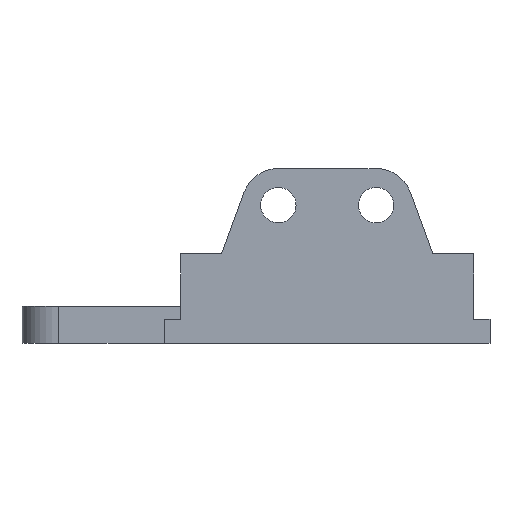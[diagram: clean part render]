
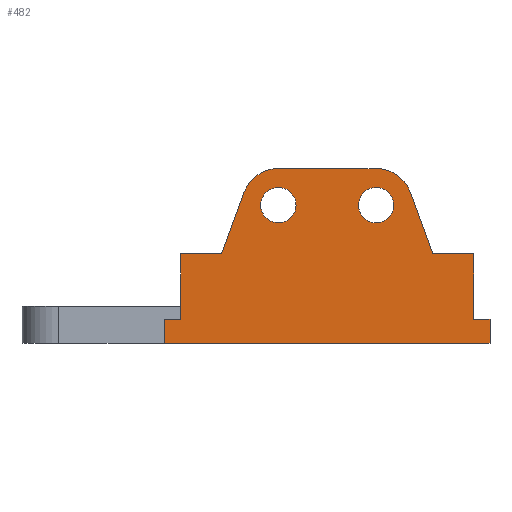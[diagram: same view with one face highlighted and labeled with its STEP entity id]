
A CAD part, front view. The second image highlights one B-rep face of the part: STEP entity #482.
In plain terms, the highlighted planar face has unit normal (0, -1, 0).
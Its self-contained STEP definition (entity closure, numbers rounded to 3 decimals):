
#163 = VERTEX_POINT('',#164);
#164 = CARTESIAN_POINT('',(-58.,-25.5,11.));
#200 = VERTEX_POINT('',#201);
#201 = CARTESIAN_POINT('',(-22.,-25.5,11.));
#207 = EDGE_CURVE('',#208,#200,#210,.T.);
#208 = VERTEX_POINT('',#209);
#209 = CARTESIAN_POINT('',(-27.027,-25.5,11.));
#210 = LINE('',#211,#212);
#211 = CARTESIAN_POINT('',(-58.,-25.5,11.));
#212 = VECTOR('',#213,1.);
#213 = DIRECTION('',(1.,0.,0.));
#232 = VERTEX_POINT('',#233);
#233 = CARTESIAN_POINT('',(-52.973,-25.5,11.));
#239 = EDGE_CURVE('',#163,#232,#240,.T.);
#240 = LINE('',#241,#242);
#241 = CARTESIAN_POINT('',(-58.,-25.5,11.));
#242 = VECTOR('',#243,1.);
#243 = DIRECTION('',(1.,0.,0.));
#256 = EDGE_CURVE('',#257,#163,#259,.T.);
#257 = VERTEX_POINT('',#258);
#258 = CARTESIAN_POINT('',(-58.,-25.5,3.));
#259 = LINE('',#260,#261);
#260 = CARTESIAN_POINT('',(-58.,-25.5,0.));
#261 = VECTOR('',#262,1.);
#262 = DIRECTION('',(0.,0.,1.));
#405 = VERTEX_POINT('',#406);
#406 = CARTESIAN_POINT('',(-60.,-25.5,0.));
#412 = EDGE_CURVE('',#413,#405,#415,.T.);
#413 = VERTEX_POINT('',#414);
#414 = CARTESIAN_POINT('',(-20.,-25.5,0.));
#415 = LINE('',#416,#417);
#416 = CARTESIAN_POINT('',(-20.,-25.5,0.));
#417 = VECTOR('',#418,1.);
#418 = DIRECTION('',(-1.,-0.,-0.));
#482 = ADVANCED_FACE('',(#483,#565,#576),#587,.T.);
#483 = FACE_BOUND('',#484,.F.);
#484 = EDGE_LOOP('',(#485,#493,#499,#500,#501,#509,#518,#526,#535,#541,
    #542,#550,#558,#564));
#485 = ORIENTED_EDGE('',*,*,#486,.T.);
#486 = EDGE_CURVE('',#405,#487,#489,.T.);
#487 = VERTEX_POINT('',#488);
#488 = CARTESIAN_POINT('',(-60.,-25.5,3.));
#489 = LINE('',#490,#491);
#490 = CARTESIAN_POINT('',(-60.,-25.5,0.));
#491 = VECTOR('',#492,1.);
#492 = DIRECTION('',(0.,0.,1.));
#493 = ORIENTED_EDGE('',*,*,#494,.T.);
#494 = EDGE_CURVE('',#487,#257,#495,.T.);
#495 = LINE('',#496,#497);
#496 = CARTESIAN_POINT('',(-60.,-25.5,3.));
#497 = VECTOR('',#498,1.);
#498 = DIRECTION('',(1.,0.,0.));
#499 = ORIENTED_EDGE('',*,*,#256,.T.);
#500 = ORIENTED_EDGE('',*,*,#239,.T.);
#501 = ORIENTED_EDGE('',*,*,#502,.F.);
#502 = EDGE_CURVE('',#503,#232,#505,.T.);
#503 = VERTEX_POINT('',#504);
#504 = CARTESIAN_POINT('',(-50.229,-25.5,18.539));
#505 = LINE('',#506,#507);
#506 = CARTESIAN_POINT('',(-50.229,-25.5,18.539));
#507 = VECTOR('',#508,1.);
#508 = DIRECTION('',(-0.342,0.,-0.94));
#509 = ORIENTED_EDGE('',*,*,#510,.T.);
#510 = EDGE_CURVE('',#503,#511,#513,.T.);
#511 = VERTEX_POINT('',#512);
#512 = CARTESIAN_POINT('',(-46.,-25.5,21.5));
#513 = CIRCLE('',#514,4.5);
#514 = AXIS2_PLACEMENT_3D('',#515,#516,#517);
#515 = CARTESIAN_POINT('',(-46.,-25.5,17.));
#516 = DIRECTION('',(0.,1.,-0.));
#517 = DIRECTION('',(-1.,0.,-0.));
#518 = ORIENTED_EDGE('',*,*,#519,.F.);
#519 = EDGE_CURVE('',#520,#511,#522,.T.);
#520 = VERTEX_POINT('',#521);
#521 = CARTESIAN_POINT('',(-34.,-25.5,21.5));
#522 = LINE('',#523,#524);
#523 = CARTESIAN_POINT('',(-34.,-25.5,21.5));
#524 = VECTOR('',#525,1.);
#525 = DIRECTION('',(-1.,0.,-0.));
#526 = ORIENTED_EDGE('',*,*,#527,.T.);
#527 = EDGE_CURVE('',#520,#528,#530,.T.);
#528 = VERTEX_POINT('',#529);
#529 = CARTESIAN_POINT('',(-29.771,-25.5,18.539));
#530 = CIRCLE('',#531,4.5);
#531 = AXIS2_PLACEMENT_3D('',#532,#533,#534);
#532 = CARTESIAN_POINT('',(-34.,-25.5,17.));
#533 = DIRECTION('',(0.,1.,-0.));
#534 = DIRECTION('',(-1.,0.,-0.));
#535 = ORIENTED_EDGE('',*,*,#536,.T.);
#536 = EDGE_CURVE('',#528,#208,#537,.T.);
#537 = LINE('',#538,#539);
#538 = CARTESIAN_POINT('',(-29.771,-25.5,18.539));
#539 = VECTOR('',#540,1.);
#540 = DIRECTION('',(0.342,0.,-0.94));
#541 = ORIENTED_EDGE('',*,*,#207,.T.);
#542 = ORIENTED_EDGE('',*,*,#543,.F.);
#543 = EDGE_CURVE('',#544,#200,#546,.T.);
#544 = VERTEX_POINT('',#545);
#545 = CARTESIAN_POINT('',(-22.,-25.5,3.));
#546 = LINE('',#547,#548);
#547 = CARTESIAN_POINT('',(-22.,-25.5,0.));
#548 = VECTOR('',#549,1.);
#549 = DIRECTION('',(0.,0.,1.));
#550 = ORIENTED_EDGE('',*,*,#551,.F.);
#551 = EDGE_CURVE('',#552,#544,#554,.T.);
#552 = VERTEX_POINT('',#553);
#553 = CARTESIAN_POINT('',(-20.,-25.5,3.));
#554 = LINE('',#555,#556);
#555 = CARTESIAN_POINT('',(-20.,-25.5,3.));
#556 = VECTOR('',#557,1.);
#557 = DIRECTION('',(-1.,0.,0.));
#558 = ORIENTED_EDGE('',*,*,#559,.F.);
#559 = EDGE_CURVE('',#413,#552,#560,.T.);
#560 = LINE('',#561,#562);
#561 = CARTESIAN_POINT('',(-20.,-25.5,0.));
#562 = VECTOR('',#563,1.);
#563 = DIRECTION('',(0.,0.,1.));
#564 = ORIENTED_EDGE('',*,*,#412,.T.);
#565 = FACE_BOUND('',#566,.F.);
#566 = EDGE_LOOP('',(#567));
#567 = ORIENTED_EDGE('',*,*,#568,.F.);
#568 = EDGE_CURVE('',#569,#569,#571,.T.);
#569 = VERTEX_POINT('',#570);
#570 = CARTESIAN_POINT('',(-48.175,-25.5,17.));
#571 = CIRCLE('',#572,2.175);
#572 = AXIS2_PLACEMENT_3D('',#573,#574,#575);
#573 = CARTESIAN_POINT('',(-46.,-25.5,17.));
#574 = DIRECTION('',(0.,1.,-0.));
#575 = DIRECTION('',(-1.,0.,-0.));
#576 = FACE_BOUND('',#577,.F.);
#577 = EDGE_LOOP('',(#578));
#578 = ORIENTED_EDGE('',*,*,#579,.F.);
#579 = EDGE_CURVE('',#580,#580,#582,.T.);
#580 = VERTEX_POINT('',#581);
#581 = CARTESIAN_POINT('',(-36.175,-25.5,17.));
#582 = CIRCLE('',#583,2.175);
#583 = AXIS2_PLACEMENT_3D('',#584,#585,#586);
#584 = CARTESIAN_POINT('',(-34.,-25.5,17.));
#585 = DIRECTION('',(0.,1.,-0.));
#586 = DIRECTION('',(-1.,0.,-0.));
#587 = PLANE('',#588);
#588 = AXIS2_PLACEMENT_3D('',#589,#590,#591);
#589 = CARTESIAN_POINT('',(-40.,-25.5,8.359));
#590 = DIRECTION('',(0.,-1.,0.));
#591 = DIRECTION('',(0.,0.,1.));
